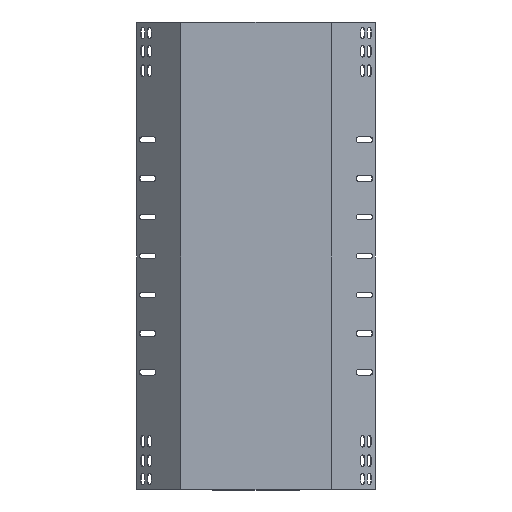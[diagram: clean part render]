
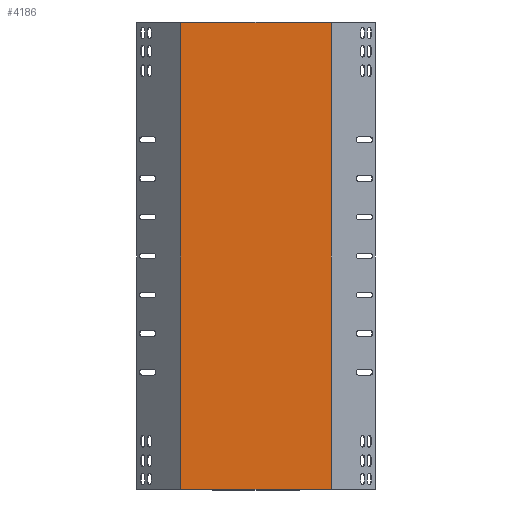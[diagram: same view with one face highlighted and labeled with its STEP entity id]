
A CAD part, front view. The second image highlights one B-rep face of the part: STEP entity #4186.
In plain terms, the highlighted planar face has unit normal (0, -1, 0).
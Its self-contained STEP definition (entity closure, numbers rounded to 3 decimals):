
#1758 = CARTESIAN_POINT ( 'NONE',  ( -120.153, -23.927, -325.8 ) ) ;
#2211 = LINE ( 'NONE', #9632, #3772 ) ;
#2354 = CARTESIAN_POINT ( 'NONE',  ( -119.249, -23.927, -325.8 ) ) ;
#2727 = VERTEX_POINT ( 'NONE', #7422 ) ;
#2861 = LINE ( 'NONE', #3950, #4085 ) ;
#2984 = ORIENTED_EDGE ( 'NONE', *, *, #6251, .F. ) ;
#3447 = ORIENTED_EDGE ( 'NONE', *, *, #3498, .T. ) ;
#3498 = EDGE_CURVE ( 'NONE', #4121, #3723, #3580, .T. ) ;
#3580 = LINE ( 'NONE', #1758, #4617 ) ;
#3723 = VERTEX_POINT ( 'NONE', #8831 ) ;
#3772 = VECTOR ( 'NONE', #7136, 1000. ) ;
#3950 = CARTESIAN_POINT ( 'NONE',  ( -120.153, -23.927, 275.8 ) ) ;
#4085 = VECTOR ( 'NONE', #7936, 1000. ) ;
#4121 = VERTEX_POINT ( 'NONE', #2354 ) ;
#4186 = ADVANCED_FACE ( 'NONE', ( #5399 ), #9253, .F. ) ;
#4240 = AXIS2_PLACEMENT_3D ( 'NONE', #4274, #9150, #7526 ) ;
#4274 = CARTESIAN_POINT ( 'NONE',  ( -118.918, -23.927, 275. ) ) ;
#4315 = EDGE_CURVE ( 'NONE', #4121, #10125, #7463, .T. ) ;
#4440 = EDGE_LOOP ( 'NONE', ( #3447, #6505, #2984, #10041 ) ) ;
#4617 = VECTOR ( 'NONE', #4659, 1000. ) ;
#4659 = DIRECTION ( 'NONE',  ( 1., 0., 0. ) ) ;
#5138 = DIRECTION ( 'NONE',  ( 0., 0., 1. ) ) ;
#5399 = FACE_OUTER_BOUND ( 'NONE', #4440, .T. ) ;
#6251 = EDGE_CURVE ( 'NONE', #10125, #2727, #2861, .T. ) ;
#6505 = ORIENTED_EDGE ( 'NONE', *, *, #8728, .T. ) ;
#6767 = CARTESIAN_POINT ( 'NONE',  ( -119.249, -23.927, -325.612 ) ) ;
#7136 = DIRECTION ( 'NONE',  ( 0., 0., 1. ) ) ;
#7422 = CARTESIAN_POINT ( 'NONE',  ( 75.013, -23.927, 275.8 ) ) ;
#7463 = LINE ( 'NONE', #6767, #7606 ) ;
#7526 = DIRECTION ( 'NONE',  ( 0., 0., 1. ) ) ;
#7606 = VECTOR ( 'NONE', #5138, 1000. ) ;
#7936 = DIRECTION ( 'NONE',  ( 1., 0., 0. ) ) ;
#8295 = CARTESIAN_POINT ( 'NONE',  ( -119.249, -23.927, 275.8 ) ) ;
#8728 = EDGE_CURVE ( 'NONE', #3723, #2727, #2211, .T. ) ;
#8831 = CARTESIAN_POINT ( 'NONE',  ( 75.013, -23.927, -325.8 ) ) ;
#9150 = DIRECTION ( 'NONE',  ( 0., 1., 0. ) ) ;
#9253 = PLANE ( 'NONE',  #4240 ) ;
#9632 = CARTESIAN_POINT ( 'NONE',  ( 75.013, -23.927, -325.612 ) ) ;
#10041 = ORIENTED_EDGE ( 'NONE', *, *, #4315, .F. ) ;
#10125 = VERTEX_POINT ( 'NONE', #8295 ) ;
